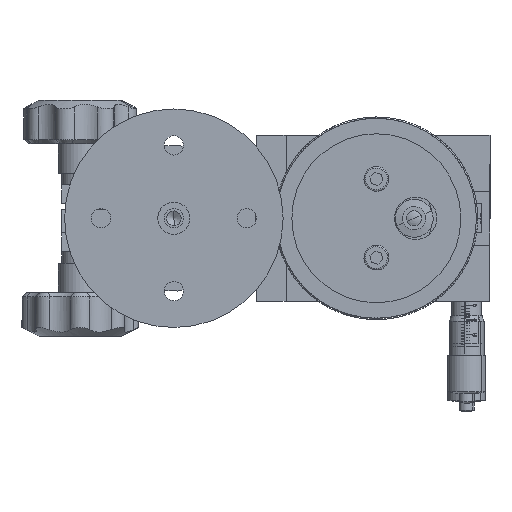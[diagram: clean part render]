
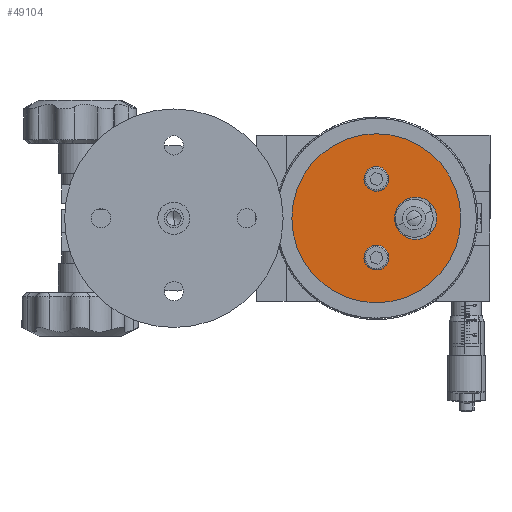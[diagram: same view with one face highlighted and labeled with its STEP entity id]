
A CAD part, front view. The second image highlights one B-rep face of the part: STEP entity #49104.
In plain terms, the highlighted planar face has unit normal (0, -1, 0).
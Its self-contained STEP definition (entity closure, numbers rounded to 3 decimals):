
#530 = VERTEX_POINT ( 'NONE', #87976 ) ;
#2074 = CARTESIAN_POINT ( 'NONE',  ( 23.442, 121.727, -3.33 ) ) ;
#3770 = DIRECTION ( 'NONE',  ( 0., 1., 0. ) ) ;
#7149 = VERTEX_POINT ( 'NONE', #23006 ) ;
#9010 = EDGE_CURVE ( 'NONE', #91071, #138573, #149807, .T. ) ;
#12188 = AXIS2_PLACEMENT_3D ( 'NONE', #51265, #146762, #113374 ) ;
#12957 = EDGE_CURVE ( 'NONE', #37870, #110401, #110825, .T. ) ;
#15613 = EDGE_CURVE ( 'NONE', #94973, #7149, #82151, .T. ) ;
#18898 = FACE_BOUND ( 'NONE', #61738, .T. ) ;
#19038 = DIRECTION ( 'NONE',  ( 0., 0., 1. ) ) ;
#19853 = DIRECTION ( 'NONE',  ( 0., 0., 1. ) ) ;
#22077 = CARTESIAN_POINT ( 'NONE',  ( 23.442, 121.727, -16.83 ) ) ;
#23006 = CARTESIAN_POINT ( 'NONE',  ( 23.442, 121.727, 12.97 ) ) ;
#24217 = EDGE_LOOP ( 'NONE', ( #134557, #33116 ) ) ;
#24998 = EDGE_CURVE ( 'NONE', #138573, #91071, #76048, .T. ) ;
#27188 = CARTESIAN_POINT ( 'NONE',  ( 36.942, 121.727, -10.58 ) ) ;
#28020 = DIRECTION ( 'NONE',  ( 0., 1., 0. ) ) ;
#29011 = AXIS2_PLACEMENT_3D ( 'NONE', #22077, #116054, #19038 ) ;
#30040 = AXIS2_PLACEMENT_3D ( 'NONE', #136363, #113834, #19853 ) ;
#32071 = DIRECTION ( 'NONE',  ( 0., 0., 1. ) ) ;
#32628 = ORIENTED_EDGE ( 'NONE', *, *, #78625, .F. ) ;
#33116 = ORIENTED_EDGE ( 'NONE', *, *, #15613, .T. ) ;
#37779 = DIRECTION ( 'NONE',  ( 0., 1., 0. ) ) ;
#37870 = VERTEX_POINT ( 'NONE', #105129 ) ;
#38482 = AXIS2_PLACEMENT_3D ( 'NONE', #149357, #42987, #90359 ) ;
#42987 = DIRECTION ( 'NONE',  ( 0., 1., 0. ) ) ;
#45250 = PLANE ( 'NONE',  #140335 ) ;
#46945 = CARTESIAN_POINT ( 'NONE',  ( 36.942, 121.727, 3.92 ) ) ;
#48570 = AXIS2_PLACEMENT_3D ( 'NONE', #130415, #3770, #121052 ) ;
#49104 = ADVANCED_FACE ( 'NONE', ( #56110, #102767, #18898, #78681 ), #45250, .F. ) ;
#51265 = CARTESIAN_POINT ( 'NONE',  ( 23.442, 121.727, 10.17 ) ) ;
#51322 = AXIS2_PLACEMENT_3D ( 'NONE', #99442, #28020, #98696 ) ;
#56110 = FACE_BOUND ( 'NONE', #24217, .T. ) ;
#58417 = CIRCLE ( 'NONE', #48570, 29. ) ;
#61738 = EDGE_LOOP ( 'NONE', ( #64732, #137775 ) ) ;
#62744 = ORIENTED_EDGE ( 'NONE', *, *, #9010, .T. ) ;
#64732 = ORIENTED_EDGE ( 'NONE', *, *, #88525, .T. ) ;
#65411 = CARTESIAN_POINT ( 'NONE',  ( 36.942, 121.727, -3.33 ) ) ;
#66705 = CIRCLE ( 'NONE', #12188, 2.8 ) ;
#76048 = CIRCLE ( 'NONE', #51322, 7.25 ) ;
#78625 = EDGE_CURVE ( 'NONE', #530, #113077, #151997, .T. ) ;
#78681 = FACE_OUTER_BOUND ( 'NONE', #86866, .T. ) ;
#80211 = DIRECTION ( 'NONE',  ( 0., 1., 0. ) ) ;
#82151 = CIRCLE ( 'NONE', #30040, 2.8 ) ;
#85154 = DIRECTION ( 'NONE',  ( 0., 0., 1. ) ) ;
#86866 = EDGE_LOOP ( 'NONE', ( #134431, #32628 ) ) ;
#87976 = CARTESIAN_POINT ( 'NONE',  ( 23.442, 121.727, -32.33 ) ) ;
#88525 = EDGE_CURVE ( 'NONE', #110401, #37870, #105462, .T. ) ;
#90359 = DIRECTION ( 'NONE',  ( 0., 0., 1. ) ) ;
#91071 = VERTEX_POINT ( 'NONE', #27188 ) ;
#92887 = EDGE_CURVE ( 'NONE', #7149, #94973, #66705, .T. ) ;
#94973 = VERTEX_POINT ( 'NONE', #134525 ) ;
#98696 = DIRECTION ( 'NONE',  ( 0., 0., 1. ) ) ;
#99442 = CARTESIAN_POINT ( 'NONE',  ( 36.942, 121.727, -3.33 ) ) ;
#101838 = EDGE_CURVE ( 'NONE', #113077, #530, #58417, .T. ) ;
#102767 = FACE_BOUND ( 'NONE', #149302, .T. ) ;
#105129 = CARTESIAN_POINT ( 'NONE',  ( 23.442, 121.727, -19.63 ) ) ;
#105462 = CIRCLE ( 'NONE', #38482, 2.8 ) ;
#110401 = VERTEX_POINT ( 'NONE', #142313 ) ;
#110825 = CIRCLE ( 'NONE', #29011, 2.8 ) ;
#111283 = DIRECTION ( 'NONE',  ( 0., 0., 1. ) ) ;
#113077 = VERTEX_POINT ( 'NONE', #115968 ) ;
#113374 = DIRECTION ( 'NONE',  ( 0., 0., 1. ) ) ;
#113834 = DIRECTION ( 'NONE',  ( 0., 1., 0. ) ) ;
#115108 = AXIS2_PLACEMENT_3D ( 'NONE', #65411, #147737, #111283 ) ;
#115931 = CARTESIAN_POINT ( 'NONE',  ( 52.442, 121.727, -3.33 ) ) ;
#115968 = CARTESIAN_POINT ( 'NONE',  ( 23.442, 121.727, 25.67 ) ) ;
#116054 = DIRECTION ( 'NONE',  ( 0., 1., 0. ) ) ;
#121052 = DIRECTION ( 'NONE',  ( 0., 0., 1. ) ) ;
#124710 = AXIS2_PLACEMENT_3D ( 'NONE', #2074, #37779, #85154 ) ;
#130415 = CARTESIAN_POINT ( 'NONE',  ( 23.442, 121.727, -3.33 ) ) ;
#134431 = ORIENTED_EDGE ( 'NONE', *, *, #101838, .F. ) ;
#134525 = CARTESIAN_POINT ( 'NONE',  ( 23.442, 121.727, 7.37 ) ) ;
#134557 = ORIENTED_EDGE ( 'NONE', *, *, #92887, .T. ) ;
#136363 = CARTESIAN_POINT ( 'NONE',  ( 23.442, 121.727, 10.17 ) ) ;
#137775 = ORIENTED_EDGE ( 'NONE', *, *, #12957, .T. ) ;
#138573 = VERTEX_POINT ( 'NONE', #46945 ) ;
#140335 = AXIS2_PLACEMENT_3D ( 'NONE', #115931, #80211, #32071 ) ;
#142313 = CARTESIAN_POINT ( 'NONE',  ( 23.442, 121.727, -14.03 ) ) ;
#146762 = DIRECTION ( 'NONE',  ( 0., 1., 0. ) ) ;
#147737 = DIRECTION ( 'NONE',  ( 0., 1., 0. ) ) ;
#149302 = EDGE_LOOP ( 'NONE', ( #149747, #62744 ) ) ;
#149357 = CARTESIAN_POINT ( 'NONE',  ( 23.442, 121.727, -16.83 ) ) ;
#149747 = ORIENTED_EDGE ( 'NONE', *, *, #24998, .T. ) ;
#149807 = CIRCLE ( 'NONE', #115108, 7.25 ) ;
#151997 = CIRCLE ( 'NONE', #124710, 29. ) ;
